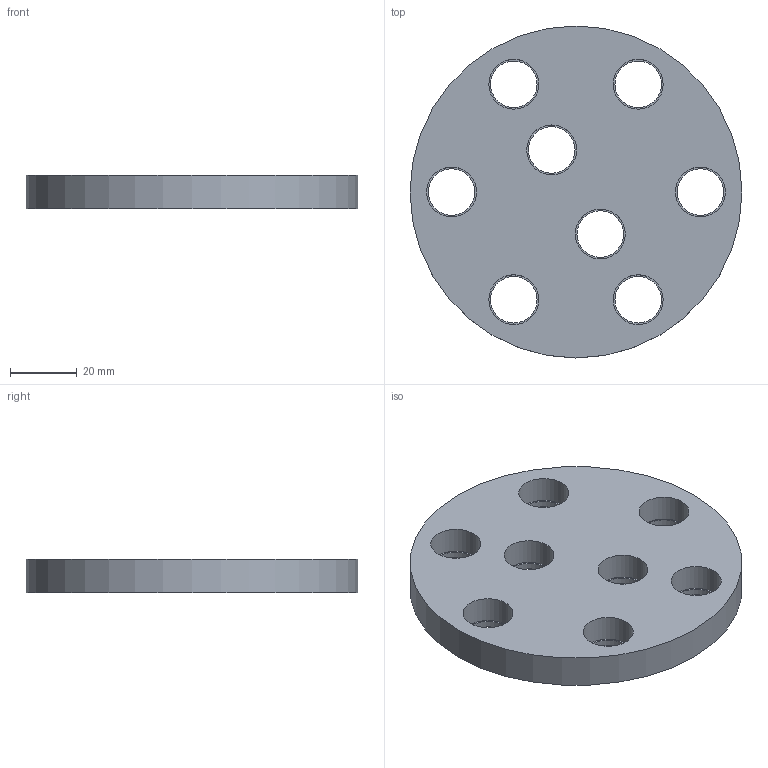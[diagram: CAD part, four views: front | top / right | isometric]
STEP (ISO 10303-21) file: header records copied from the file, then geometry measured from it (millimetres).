
FILE_DESCRIPTION(/* description */ ('Alibre Inc.'),/* implementation_level */ '2;1');
FILE_NAME(/* name */ 'export-472B04C0-49F5-4AC7-B6DD-CCE5692DE87E',/* time_stamp */ '2018-12-26T18:08:57+01:00',/* author */ (''),/* organization */ (''),/* preprocessor_version */ 'ST-DEVELOPER v17',/* originating_system */ 'Alibre',/* authorisation */ '');
FILE_SCHEMA (('CONFIG_CONTROL_DESIGN'));
Length unit declared in the file: centimetre
Products named in the file (1): ID_1
Bounding box: 99.82 x 99.82 x 10 mm (x, y, z)
Volume: 64485.5 mm3; surface area: 20044.2 mm2
Topology: 1 solids, 1 shells, 27 faces, 51 edges, 34 vertices
Faces by surface type: cylinder 17, plane 10
Full cylindrical faces by diameter (mm): 14 x8, 15 x8, 99.821 x1
Entity records: 693 total; most frequent: DIRECTION 105, CARTESIAN_POINT 88, ORIENTED_EDGE 68, EDGE_LOOP 68, FACE_BOUND 68, AXIS2_PLACEMENT_3D 54, VERTEX_POINT 34, CIRCLE 34
